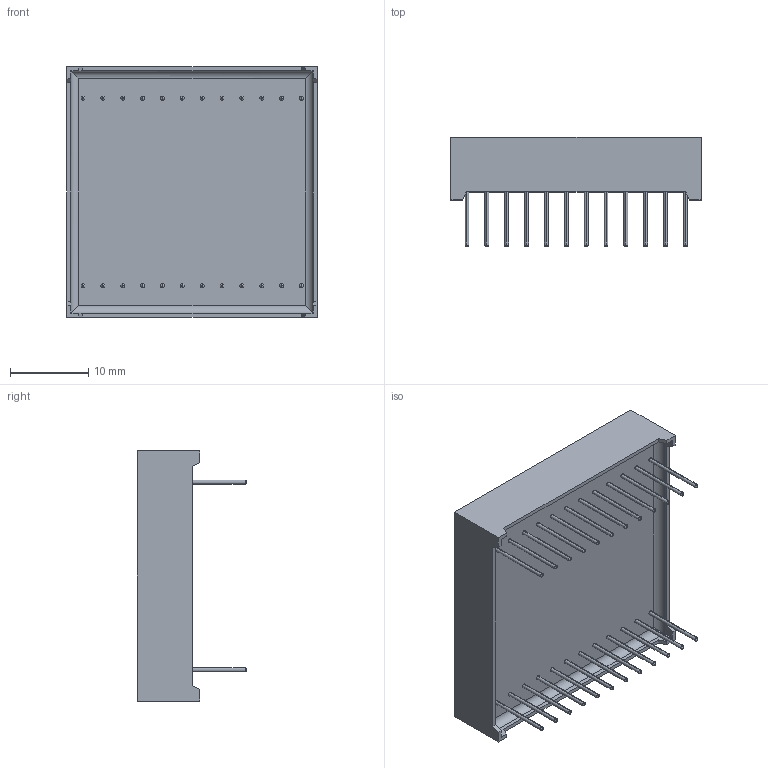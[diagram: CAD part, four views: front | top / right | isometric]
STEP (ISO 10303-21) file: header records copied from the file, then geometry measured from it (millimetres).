
FILE_DESCRIPTION (( 'STEP AP214' ), '1' );
FILE_NAME ('ALSRobot-LED-Matrix.STEP', '2018-12-20T23:52:30', ( '' ), ( '' ), 'SwSTEP 2.0', 'SolidWorks 2018', '' );
FILE_SCHEMA (( 'AUTOMOTIVE_DESIGN' ));
Length unit declared in the file: millimetre
Products named in the file (1): ALSRobot-LED-Matrix
Bounding box: 32 x 14 x 32 mm (x, y, z)
Volume: 5799 mm3; surface area: 3420.1 mm2
Topology: 1 solids, 1 shells, 342 faces, 704 edges, 452 vertices
Faces by surface type: cylinder 180, plane 114, bspline 48
Entity records: 13212 total; most frequent: CARTESIAN_POINT 2375, DIRECTION 1642, ORIENTED_EDGE 1408, EDGE_CURVE 704, AXIS2_PLACEMENT_3D 695, VERTEX_POINT 452, EDGE_LOOP 430, CIRCLE 400
